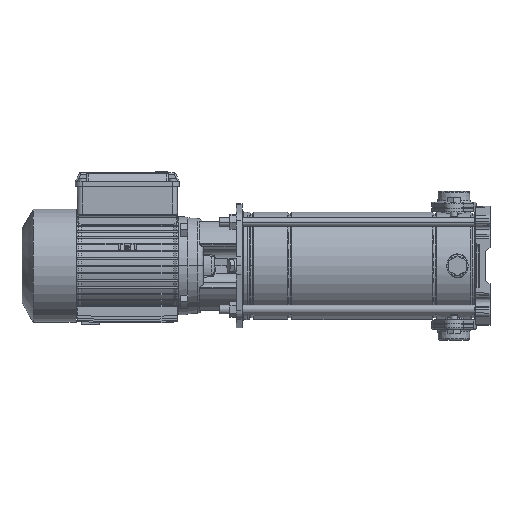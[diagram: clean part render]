
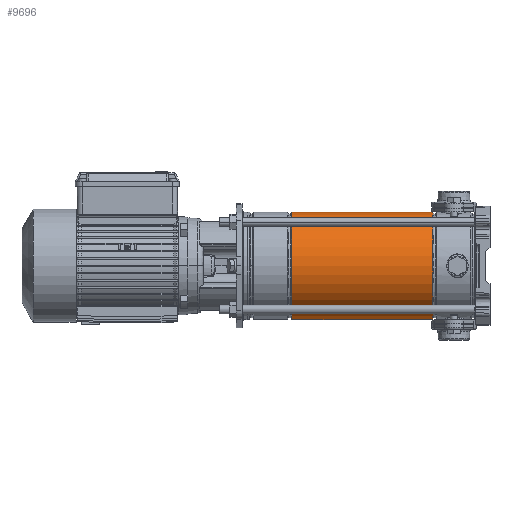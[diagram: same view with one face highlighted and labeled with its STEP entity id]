
A CAD part, left-side view. The second image highlights one B-rep face of the part: STEP entity #9696.
In plain terms, the highlighted cylindrical face has radius 74.4 mm (diameter 148.8 mm), a partial arc.
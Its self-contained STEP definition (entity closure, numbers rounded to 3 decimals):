
#1550 = ORIENTED_EDGE ( 'NONE', *, *, #40687, .T. ) ;
#2614 = ORIENTED_EDGE ( 'NONE', *, *, #41039, .F. ) ;
#4254 = VERTEX_POINT ( 'NONE', #45844 ) ;
#4484 = VERTEX_POINT ( 'NONE', #16069 ) ;
#9365 = DIRECTION ( 'NONE',  ( 0., 0., -1. ) ) ;
#9696 = ADVANCED_FACE ( 'NONE', ( #15786 ), #48343, .T. ) ;
#12110 = DIRECTION ( 'NONE',  ( 0., 0., -1. ) ) ;
#15786 = FACE_OUTER_BOUND ( 'NONE', #29526, .T. ) ;
#16069 = CARTESIAN_POINT ( 'NONE',  ( -74.4, 0., 67.336 ) ) ;
#17464 = EDGE_CURVE ( 'NONE', #57837, #4484, #58366, .T. ) ;
#17863 = ORIENTED_EDGE ( 'NONE', *, *, #17464, .F. ) ;
#19441 = DIRECTION ( 'NONE',  ( 0., 0., -1. ) ) ;
#21085 = CARTESIAN_POINT ( 'NONE',  ( -74.4, 0., 262.664 ) ) ;
#21553 = CARTESIAN_POINT ( 'NONE',  ( -74.4, 0., 0. ) ) ;
#22196 = VECTOR ( 'NONE', #12110, 1000. ) ;
#22461 = CIRCLE ( 'NONE', #30212, 74.4 ) ;
#24001 = CARTESIAN_POINT ( 'NONE',  ( 0., 0., 262.664 ) ) ;
#27329 = CARTESIAN_POINT ( 'NONE',  ( 0., 0., 0. ) ) ;
#28230 = ORIENTED_EDGE ( 'NONE', *, *, #54431, .T. ) ;
#28312 = CIRCLE ( 'NONE', #46806, 74.4 ) ;
#28792 = CARTESIAN_POINT ( 'NONE',  ( 0., 0., 67.336 ) ) ;
#29526 = EDGE_LOOP ( 'NONE', ( #1550, #28230, #2614, #17863 ) ) ;
#30212 = AXIS2_PLACEMENT_3D ( 'NONE', #24001, #19441, #37056 ) ;
#35033 = AXIS2_PLACEMENT_3D ( 'NONE', #27329, #9365, #40999 ) ;
#37056 = DIRECTION ( 'NONE',  ( -1., 0., 0. ) ) ;
#37109 = DIRECTION ( 'NONE',  ( 0., 0., -1. ) ) ;
#40687 = EDGE_CURVE ( 'NONE', #57837, #42740, #22461, .T. ) ;
#40999 = DIRECTION ( 'NONE',  ( -1., 0., 0. ) ) ;
#41039 = EDGE_CURVE ( 'NONE', #4484, #4254, #28312, .T. ) ;
#42166 = DIRECTION ( 'NONE',  ( -1., 0., 0. ) ) ;
#42740 = VERTEX_POINT ( 'NONE', #55438 ) ;
#45844 = CARTESIAN_POINT ( 'NONE',  ( 74.4, 0., 67.336 ) ) ;
#46806 = AXIS2_PLACEMENT_3D ( 'NONE', #28792, #55869, #42166 ) ;
#46864 = CARTESIAN_POINT ( 'NONE',  ( 74.4, 0., 0. ) ) ;
#48343 = CYLINDRICAL_SURFACE ( 'NONE', #35033, 74.4 ) ;
#51134 = LINE ( 'NONE', #46864, #57645 ) ;
#54431 = EDGE_CURVE ( 'NONE', #42740, #4254, #51134, .T. ) ;
#55438 = CARTESIAN_POINT ( 'NONE',  ( 74.4, 0., 262.664 ) ) ;
#55869 = DIRECTION ( 'NONE',  ( 0., 0., -1. ) ) ;
#57645 = VECTOR ( 'NONE', #37109, 1000. ) ;
#57837 = VERTEX_POINT ( 'NONE', #21085 ) ;
#58366 = LINE ( 'NONE', #21553, #22196 ) ;
